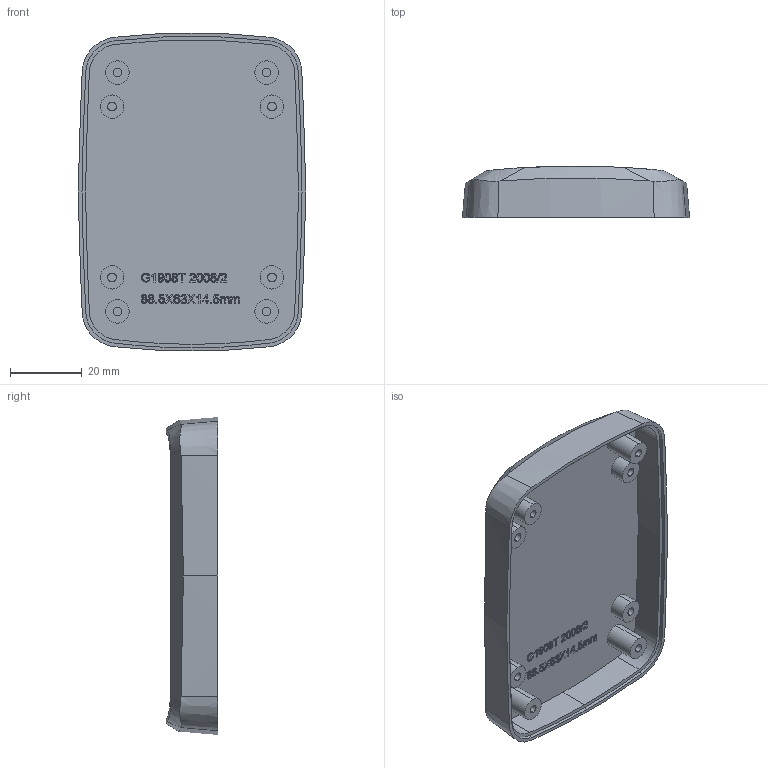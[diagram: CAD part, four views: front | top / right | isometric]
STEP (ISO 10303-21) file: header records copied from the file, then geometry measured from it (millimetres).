
FILE_DESCRIPTION (( 'STEP AP203' ), '1' );
FILE_NAME ('User Library-G1908T.STEP', '2019-07-29T17:43:44', ( '' ), ( '' ), 'SwSTEP 2.0', 'SolidWorks 2019', '' );
FILE_SCHEMA (( 'CONFIG_CONTROL_DESIGN' ));
Length unit declared in the file: millimetre
Products named in the file (1): User Library-G1908T
Bounding box: 63.24 x 14.31 x 88.45 mm (x, y, z)
Volume: 21867.1 mm3; surface area: 17646.4 mm2
Topology: 1 solids, 1 shells, 473 faces, 1236 edges, 824 vertices
Faces by surface type: bspline 221, plane 187, cylinder 55, cone 10
Entity records: 26586 total; most frequent: CARTESIAN_POINT 16326, ORIENTED_EDGE 2472, DIRECTION 1392, EDGE_CURVE 1236, VERTEX_POINT 824, LINE 650, VECTOR 650, EDGE_LOOP 532
